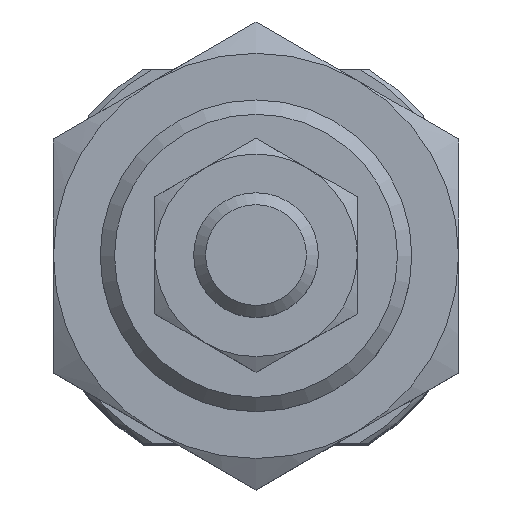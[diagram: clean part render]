
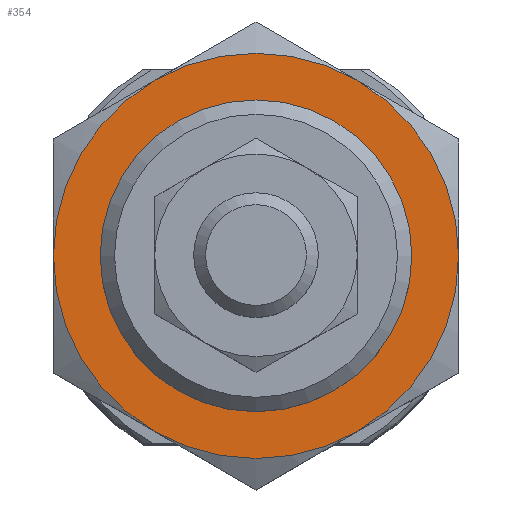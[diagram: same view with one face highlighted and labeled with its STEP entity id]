
A CAD part, top view. The second image highlights one B-rep face of the part: STEP entity #354.
In plain terms, the highlighted face is planar.
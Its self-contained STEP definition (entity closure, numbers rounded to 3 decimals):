
#354 = ADVANCED_FACE( '', ( #639, #640 ), #641, .F. );
#639 = FACE_BOUND( '', #943, .T. );
#640 = FACE_OUTER_BOUND( '', #944, .T. );
#641 = PLANE( '', #945 );
#943 = EDGE_LOOP( '', ( #1758 ) );
#944 = EDGE_LOOP( '', ( #1759, #1760, #1761, #1762, #1763, #1764 ) );
#945 = AXIS2_PLACEMENT_3D( '', #1765, #1766, #1767 );
#1758 = ORIENTED_EDGE( '', *, *, #2113, .F. );
#1759 = ORIENTED_EDGE( '', *, *, #2114, .T. );
#1760 = ORIENTED_EDGE( '', *, *, #2115, .T. );
#1761 = ORIENTED_EDGE( '', *, *, #2116, .T. );
#1762 = ORIENTED_EDGE( '', *, *, #2117, .T. );
#1763 = ORIENTED_EDGE( '', *, *, #2118, .T. );
#1764 = ORIENTED_EDGE( '', *, *, #2119, .T. );
#1765 = CARTESIAN_POINT( '', ( 0., 0., -7. ) );
#1766 = DIRECTION( '', ( 0., 0., 1. ) );
#1767 = DIRECTION( '', ( 1., 0., 0. ) );
#2113 = EDGE_CURVE( '', #2534, #2534, #2535, .T. );
#2114 = EDGE_CURVE( '', #2536, #2513, #2537, .F. );
#2115 = EDGE_CURVE( '', #2513, #2538, #2539, .F. );
#2116 = EDGE_CURVE( '', #2538, #2540, #2541, .F. );
#2117 = EDGE_CURVE( '', #2540, #2542, #2543, .F. );
#2118 = EDGE_CURVE( '', #2542, #2544, #2545, .F. );
#2119 = EDGE_CURVE( '', #2544, #2536, #2546, .F. );
#2513 = VERTEX_POINT( '', #3285 );
#2534 = VERTEX_POINT( '', #3326 );
#2535 = CIRCLE( '', #3327, 10. );
#2536 = VERTEX_POINT( '', #3328 );
#2537 = CIRCLE( '', #3329, 13. );
#2538 = VERTEX_POINT( '', #3330 );
#2539 = CIRCLE( '', #3331, 13. );
#2540 = VERTEX_POINT( '', #3332 );
#2541 = CIRCLE( '', #3333, 13. );
#2542 = VERTEX_POINT( '', #3334 );
#2543 = CIRCLE( '', #3335, 13. );
#2544 = VERTEX_POINT( '', #3336 );
#2545 = CIRCLE( '', #3337, 13. );
#2546 = CIRCLE( '', #3338, 13. );
#3285 = CARTESIAN_POINT( '', ( 6.5, -11.258, -7. ) );
#3326 = CARTESIAN_POINT( '', ( -10., 0., -7. ) );
#3327 = AXIS2_PLACEMENT_3D( '', #3843, #3844, #3845 );
#3328 = CARTESIAN_POINT( '', ( 13., 0., -7. ) );
#3329 = AXIS2_PLACEMENT_3D( '', #3846, #3847, #3848 );
#3330 = CARTESIAN_POINT( '', ( -6.5, -11.258, -7. ) );
#3331 = AXIS2_PLACEMENT_3D( '', #3849, #3850, #3851 );
#3332 = CARTESIAN_POINT( '', ( -13., 0., -7. ) );
#3333 = AXIS2_PLACEMENT_3D( '', #3852, #3853, #3854 );
#3334 = CARTESIAN_POINT( '', ( -6.5, 11.258, -7. ) );
#3335 = AXIS2_PLACEMENT_3D( '', #3855, #3856, #3857 );
#3336 = CARTESIAN_POINT( '', ( 6.5, 11.258, -7. ) );
#3337 = AXIS2_PLACEMENT_3D( '', #3858, #3859, #3860 );
#3338 = AXIS2_PLACEMENT_3D( '', #3861, #3862, #3863 );
#3843 = CARTESIAN_POINT( '', ( 0., 0., -7. ) );
#3844 = DIRECTION( '', ( 0., 0., -1. ) );
#3845 = DIRECTION( '', ( -1., 0., 0. ) );
#3846 = CARTESIAN_POINT( '', ( 0., 0., -7. ) );
#3847 = DIRECTION( '', ( 0., 0., 1. ) );
#3848 = DIRECTION( '', ( 1., 0., 0. ) );
#3849 = CARTESIAN_POINT( '', ( 0., 0., -7. ) );
#3850 = DIRECTION( '', ( 0., 0., 1. ) );
#3851 = DIRECTION( '', ( 1., 0., 0. ) );
#3852 = CARTESIAN_POINT( '', ( 0., 0., -7. ) );
#3853 = DIRECTION( '', ( 0., 0., 1. ) );
#3854 = DIRECTION( '', ( 1., 0., 0. ) );
#3855 = CARTESIAN_POINT( '', ( 0., 0., -7. ) );
#3856 = DIRECTION( '', ( 0., 0., 1. ) );
#3857 = DIRECTION( '', ( 1., 0., 0. ) );
#3858 = CARTESIAN_POINT( '', ( 0., 0., -7. ) );
#3859 = DIRECTION( '', ( 0., 0., 1. ) );
#3860 = DIRECTION( '', ( 1., 0., 0. ) );
#3861 = CARTESIAN_POINT( '', ( 0., 0., -7. ) );
#3862 = DIRECTION( '', ( 0., 0., 1. ) );
#3863 = DIRECTION( '', ( 1., 0., 0. ) );
